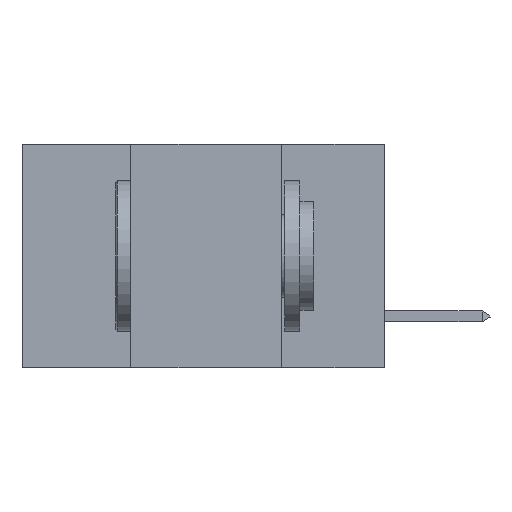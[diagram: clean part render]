
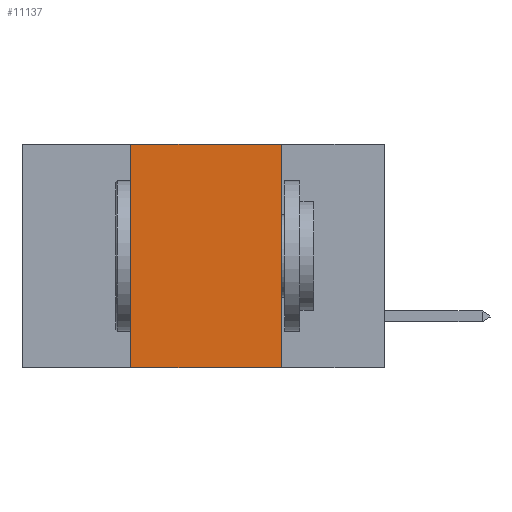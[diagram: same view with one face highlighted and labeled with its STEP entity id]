
A CAD part, left-side view. The second image highlights one B-rep face of the part: STEP entity #11137.
In plain terms, the highlighted planar face has unit normal (-1, 0, 0).
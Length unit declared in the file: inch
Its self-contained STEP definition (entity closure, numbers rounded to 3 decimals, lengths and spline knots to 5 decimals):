
#129 = VECTOR ( 'NONE', #4839, 39.37008 ) ;
#323 = VECTOR ( 'NONE', #4089, 39.37008 ) ;
#415 = AXIS2_PLACEMENT_3D ( 'NONE', #4441, #10600, #14274 ) ;
#908 = ORIENTED_EDGE ( 'NONE', *, *, #7445, .F. ) ;
#962 = EDGE_CURVE ( 'NONE', #12698, #9151, #3446, .T. ) ;
#1200 = CARTESIAN_POINT ( 'NONE',  ( 0., 0.17, 0. ) ) ;
#1318 = DIRECTION ( 'NONE',  ( 0., 0., 1. ) ) ;
#1988 = LINE ( 'NONE', #14775, #129 ) ;
#2083 = CARTESIAN_POINT ( 'NONE',  ( 0., 0.42, -0.37 ) ) ;
#3446 = LINE ( 'NONE', #6438, #11087 ) ;
#3454 = ORIENTED_EDGE ( 'NONE', *, *, #10786, .F. ) ;
#3586 = LINE ( 'NONE', #11032, #15458 ) ;
#4089 = DIRECTION ( 'NONE',  ( 0., -1., 0. ) ) ;
#4146 = CARTESIAN_POINT ( 'NONE',  ( 0., 0.6, -0.37 ) ) ;
#4441 = CARTESIAN_POINT ( 'NONE',  ( 0., 0.6, 0. ) ) ;
#4697 = FACE_OUTER_BOUND ( 'NONE', #8687, .T. ) ;
#4762 = VERTEX_POINT ( 'NONE', #2083 ) ;
#4831 = CARTESIAN_POINT ( 'NONE',  ( 0., 0.17, -0.37 ) ) ;
#4839 = DIRECTION ( 'NONE',  ( 0., 0., -1. ) ) ;
#5697 = PLANE ( 'NONE',  #415 ) ;
#6438 = CARTESIAN_POINT ( 'NONE',  ( 0., 0.6, 0. ) ) ;
#7445 = EDGE_CURVE ( 'NONE', #4762, #12698, #3586, .T. ) ;
#7888 = CARTESIAN_POINT ( 'NONE',  ( 0., 0.42, 0. ) ) ;
#8687 = EDGE_LOOP ( 'NONE', ( #3454, #14600, #908, #12816 ) ) ;
#8692 = VERTEX_POINT ( 'NONE', #4831 ) ;
#9151 = VERTEX_POINT ( 'NONE', #1200 ) ;
#9729 = EDGE_CURVE ( 'NONE', #4762, #8692, #15619, .T. ) ;
#10102 = DIRECTION ( 'NONE',  ( 0., -1., 0. ) ) ;
#10600 = DIRECTION ( 'NONE',  ( 1., 0., 0. ) ) ;
#10786 = EDGE_CURVE ( 'NONE', #9151, #8692, #1988, .T. ) ;
#11032 = CARTESIAN_POINT ( 'NONE',  ( 0., 0.42, 0. ) ) ;
#11087 = VECTOR ( 'NONE', #10102, 39.37008 ) ;
#11137 = ADVANCED_FACE ( 'NONE', ( #4697 ), #5697, .F. ) ;
#12698 = VERTEX_POINT ( 'NONE', #7888 ) ;
#12816 = ORIENTED_EDGE ( 'NONE', *, *, #9729, .T. ) ;
#14274 = DIRECTION ( 'NONE',  ( 0., 0., -1. ) ) ;
#14600 = ORIENTED_EDGE ( 'NONE', *, *, #962, .F. ) ;
#14775 = CARTESIAN_POINT ( 'NONE',  ( 0., 0.17, 0. ) ) ;
#15458 = VECTOR ( 'NONE', #1318, 39.37008 ) ;
#15619 = LINE ( 'NONE', #4146, #323 ) ;
